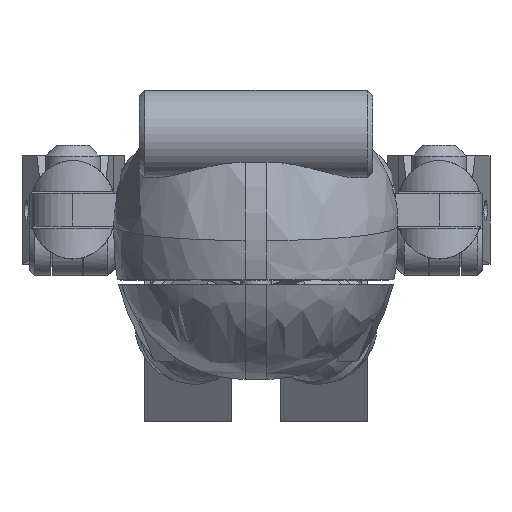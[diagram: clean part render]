
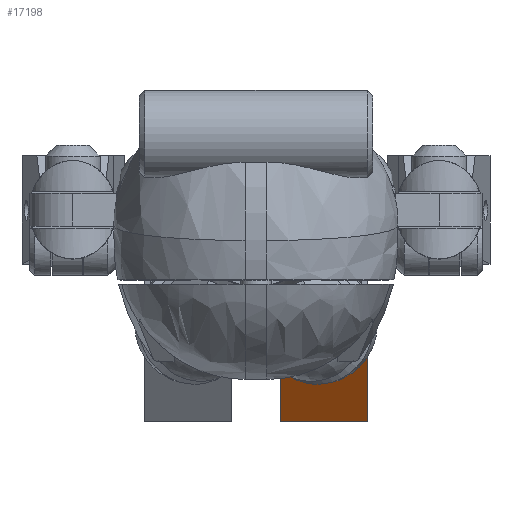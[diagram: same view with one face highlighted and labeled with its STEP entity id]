
A CAD part, top view. The second image highlights one B-rep face of the part: STEP entity #17198.
In plain terms, the highlighted planar face has unit normal (0, -0.605, 0.796).
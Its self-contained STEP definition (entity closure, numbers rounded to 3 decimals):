
#686=ELLIPSE('',#18546,6.613,4.);
#1490=PLANE('',#18545);
#2212=FACE_OUTER_BOUND('',#3289,.T.);
#3289=EDGE_LOOP('',(#13319,#13320,#13321,#13322,#13323,#13324));
#4542=LINE('',#29232,#5877);
#4563=LINE('',#29276,#5898);
#4568=LINE('',#29287,#5903);
#4569=LINE('',#29289,#5904);
#4570=LINE('',#29292,#5905);
#5877=VECTOR('',#21176,10.);
#5898=VECTOR('',#21215,10.);
#5903=VECTOR('',#21226,10.);
#5904=VECTOR('',#21227,10.);
#5905=VECTOR('',#21230,10.);
#7956=VERTEX_POINT('',#29229);
#7957=VERTEX_POINT('',#29231);
#7971=VERTEX_POINT('',#29275);
#7974=VERTEX_POINT('',#29286);
#7975=VERTEX_POINT('',#29288);
#7976=VERTEX_POINT('',#29290);
#9922=EDGE_CURVE('',#7956,#7957,#4542,.T.);
#9943=EDGE_CURVE('',#7971,#7957,#4563,.T.);
#9949=EDGE_CURVE('',#7956,#7974,#4568,.T.);
#9950=EDGE_CURVE('',#7975,#7974,#4569,.F.);
#9951=EDGE_CURVE('',#7975,#7976,#686,.T.);
#9952=EDGE_CURVE('',#7971,#7976,#4570,.F.);
#13319=ORIENTED_EDGE('',*,*,#9949,.T.);
#13320=ORIENTED_EDGE('',*,*,#9950,.F.);
#13321=ORIENTED_EDGE('',*,*,#9951,.T.);
#13322=ORIENTED_EDGE('',*,*,#9952,.F.);
#13323=ORIENTED_EDGE('',*,*,#9943,.T.);
#13324=ORIENTED_EDGE('',*,*,#9922,.F.);
#17198=ADVANCED_FACE('',(#2212),#1490,.T.);
#18545=AXIS2_PLACEMENT_3D('',#29285,#21224,#21225);
#18546=AXIS2_PLACEMENT_3D('',#29291,#21228,#21229);
#21176=DIRECTION('',(-1.,0.,0.));
#21215=DIRECTION('',(0.,-0.796,-0.605));
#21224=DIRECTION('center_axis',(0.,-0.605,0.796));
#21225=DIRECTION('ref_axis',(1.,0.,0.));
#21226=DIRECTION('',(0.,0.796,0.605));
#21227=DIRECTION('',(-0.972,0.189,0.143));
#21228=DIRECTION('center_axis',(0.,0.605,-0.796));
#21229=DIRECTION('ref_axis',(0.,-0.796,-0.605));
#21230=DIRECTION('',(-0.972,-0.189,-0.143));
#29229=CARTESIAN_POINT('',(11.247,-18.77,-69.395));
#29231=CARTESIAN_POINT('',(3.253,-18.77,-69.395));
#29232=CARTESIAN_POINT('',(9.248,-18.77,-69.395));
#29275=CARTESIAN_POINT('',(3.253,-9.082,-62.036));
#29276=CARTESIAN_POINT('',(3.253,-8.413,-61.528));
#29285=CARTESIAN_POINT('Origin',(7.25,-8.69,-61.739));
#29286=CARTESIAN_POINT('',(11.247,-9.082,-62.036));
#29287=CARTESIAN_POINT('',(11.247,-5.277,-59.146));
#29288=CARTESIAN_POINT('',(10.67,-8.97,-61.951));
#29289=CARTESIAN_POINT('',(8.058,-8.463,-61.566));
#29290=CARTESIAN_POINT('',(3.83,-8.97,-61.951));
#29291=CARTESIAN_POINT('Origin',(7.25,-6.238,-59.876));
#29292=CARTESIAN_POINT('',(6.442,-8.463,-61.566));
